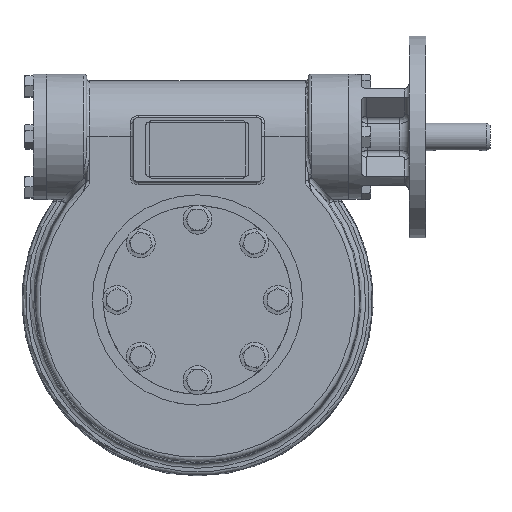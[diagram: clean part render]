
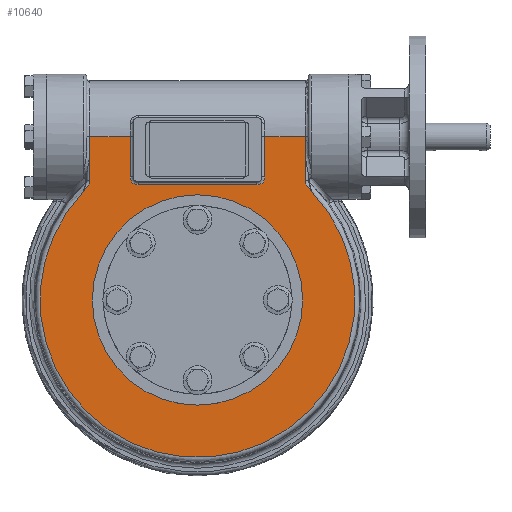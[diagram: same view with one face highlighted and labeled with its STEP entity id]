
A CAD part, top view. The second image highlights one B-rep face of the part: STEP entity #10640.
In plain terms, the highlighted planar face has unit normal (0, 0, 1).
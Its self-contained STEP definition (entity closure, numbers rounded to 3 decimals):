
#501=LINE('',#32373,#979);
#502=LINE('',#32376,#980);
#503=LINE('',#32380,#981);
#504=LINE('',#32384,#982);
#505=LINE('',#32386,#983);
#506=LINE('',#32388,#984);
#507=LINE('',#32408,#985);
#979=VECTOR('',#16384,1000.);
#980=VECTOR('',#16385,1000.);
#981=VECTOR('',#16388,1000.);
#982=VECTOR('',#16391,1000.);
#983=VECTOR('',#16392,1000.);
#984=VECTOR('',#16393,1000.);
#985=VECTOR('',#16396,1000.);
#1529=B_SPLINE_CURVE_WITH_KNOTS('',3,(#32390,#32391,#32392,#32393,#32394,
#32395,#32396),.UNSPECIFIED.,.F.,.F.,(4,1,1,1,4),(0.,0.002,
0.004,0.006,0.008),
 .UNSPECIFIED.);
#1530=B_SPLINE_CURVE_WITH_KNOTS('',3,(#32400,#32401,#32402,#32403,#32404,
#32405,#32406),.UNSPECIFIED.,.F.,.F.,(4,1,1,1,4),(0.,0.002,
0.004,0.006,0.008),
 .UNSPECIFIED.);
#1888=PLANE('',#13784);
#4717=ORIENTED_EDGE('',*,*,#6479,.F.);
#4718=ORIENTED_EDGE('',*,*,#6480,.T.);
#4719=ORIENTED_EDGE('',*,*,#6481,.T.);
#4720=ORIENTED_EDGE('',*,*,#6482,.T.);
#4721=ORIENTED_EDGE('',*,*,#6483,.T.);
#4722=ORIENTED_EDGE('',*,*,#6484,.T.);
#4723=ORIENTED_EDGE('',*,*,#6485,.F.);
#4724=ORIENTED_EDGE('',*,*,#6486,.T.);
#4725=ORIENTED_EDGE('',*,*,#6487,.T.);
#4726=ORIENTED_EDGE('',*,*,#6488,.T.);
#4727=ORIENTED_EDGE('',*,*,#6489,.T.);
#4728=ORIENTED_EDGE('',*,*,#6490,.T.);
#4729=ORIENTED_EDGE('',*,*,#6491,.T.);
#6479=EDGE_CURVE('',#7560,#7561,#501,.T.);
#6480=EDGE_CURVE('',#7560,#7562,#502,.F.);
#6481=EDGE_CURVE('',#7562,#7563,#8133,.F.);
#6482=EDGE_CURVE('',#7563,#7564,#503,.F.);
#6483=EDGE_CURVE('',#7564,#7565,#8134,.F.);
#6484=EDGE_CURVE('',#7565,#7566,#504,.F.);
#6485=EDGE_CURVE('',#7567,#7566,#505,.T.);
#6486=EDGE_CURVE('',#7567,#7568,#506,.F.);
#6487=EDGE_CURVE('',#7568,#7569,#1529,.T.);
#6488=EDGE_CURVE('',#7569,#7570,#8135,.T.);
#6489=EDGE_CURVE('',#7570,#7571,#1530,.F.);
#6490=EDGE_CURVE('',#7571,#7561,#507,.F.);
#6491=EDGE_CURVE('',#7572,#7572,#8136,.T.);
#7560=VERTEX_POINT('',#32374);
#7561=VERTEX_POINT('',#32375);
#7562=VERTEX_POINT('',#32377);
#7563=VERTEX_POINT('',#32379);
#7564=VERTEX_POINT('',#32381);
#7565=VERTEX_POINT('',#32383);
#7566=VERTEX_POINT('',#32385);
#7567=VERTEX_POINT('',#32387);
#7568=VERTEX_POINT('',#32389);
#7569=VERTEX_POINT('',#32397);
#7570=VERTEX_POINT('',#32399);
#7571=VERTEX_POINT('',#32407);
#7572=VERTEX_POINT('',#32410);
#8133=CIRCLE('',#13785,5.);
#8134=CIRCLE('',#13786,5.);
#8135=CIRCLE('',#13787,98.052);
#8136=CIRCLE('',#13788,65.5);
#8947=EDGE_LOOP('',(#4717,#4718,#4719,#4720,#4721,#4722,#4723,#4724,#4725,
#4726,#4727,#4728));
#8948=EDGE_LOOP('',(#4729));
#9766=FACE_BOUND('',#8947,.T.);
#9767=FACE_BOUND('',#8948,.T.);
#10640=ADVANCED_FACE('',(#9766,#9767),#1888,.T.);
#13784=AXIS2_PLACEMENT_3D('',#32372,#16382,#16383);
#13785=AXIS2_PLACEMENT_3D('',#32378,#16386,#16387);
#13786=AXIS2_PLACEMENT_3D('',#32382,#16389,#16390);
#13787=AXIS2_PLACEMENT_3D('',#32398,#16394,#16395);
#13788=AXIS2_PLACEMENT_3D('',#32409,#16397,#16398);
#16382=DIRECTION('',(0.,0.,1.));
#16383=DIRECTION('',(1.,0.,0.));
#16384=DIRECTION('',(1.,0.,0.));
#16385=DIRECTION('',(0.,1.,0.));
#16386=DIRECTION('',(0.,0.,1.));
#16387=DIRECTION('',(1.,0.,0.));
#16388=DIRECTION('',(1.,0.,0.));
#16389=DIRECTION('',(0.,0.,1.));
#16390=DIRECTION('',(1.,0.,0.));
#16391=DIRECTION('',(0.,-1.,0.));
#16392=DIRECTION('',(1.,0.,0.));
#16393=DIRECTION('',(0.,1.,0.));
#16394=DIRECTION('',(0.,0.,1.));
#16395=DIRECTION('',(1.,0.,0.));
#16396=DIRECTION('',(0.,-1.,0.));
#16397=DIRECTION('',(0.,0.,-1.));
#16398=DIRECTION('',(1.,0.,0.));
#32372=CARTESIAN_POINT('',(102.24,-0.625,35.));
#32373=CARTESIAN_POINT('',(-558.91,0.,35.));
#32374=CARTESIAN_POINT('',(144.24,0.,35.));
#32375=CARTESIAN_POINT('',(169.24,0.,35.));
#32376=CARTESIAN_POINT('',(144.24,-25.,35.));
#32377=CARTESIAN_POINT('',(144.24,-25.,35.));
#32378=CARTESIAN_POINT('',(139.24,-25.,35.));
#32379=CARTESIAN_POINT('',(139.24,-30.,35.));
#32380=CARTESIAN_POINT('',(65.24,-30.,35.));
#32381=CARTESIAN_POINT('',(65.24,-30.,35.));
#32382=CARTESIAN_POINT('',(65.24,-25.,35.));
#32383=CARTESIAN_POINT('',(60.24,-25.,35.));
#32384=CARTESIAN_POINT('',(60.24,0.,35.));
#32385=CARTESIAN_POINT('',(60.24,0.,35.));
#32386=CARTESIAN_POINT('',(-558.91,0.,35.));
#32387=CARTESIAN_POINT('',(35.24,0.,35.));
#32388=CARTESIAN_POINT('',(35.24,-31.96,35.));
#32389=CARTESIAN_POINT('',(35.24,-27.074,35.));
#32390=CARTESIAN_POINT('',(35.24,-27.074,35.));
#32391=CARTESIAN_POINT('',(35.24,-27.761,35.));
#32392=CARTESIAN_POINT('',(34.9,-29.1,35.));
#32393=CARTESIAN_POINT('',(33.766,-30.8,35.));
#32394=CARTESIAN_POINT('',(32.507,-32.401,35.));
#32395=CARTESIAN_POINT('',(31.657,-33.468,35.));
#32396=CARTESIAN_POINT('',(31.24,-34.,35.));
#32397=CARTESIAN_POINT('',(31.24,-34.,35.));
#32398=CARTESIAN_POINT('',(102.24,-101.625,35.));
#32399=CARTESIAN_POINT('',(173.24,-34.,35.));
#32400=CARTESIAN_POINT('',(169.24,-27.074,35.));
#32401=CARTESIAN_POINT('',(169.24,-27.761,35.));
#32402=CARTESIAN_POINT('',(169.58,-29.1,35.));
#32403=CARTESIAN_POINT('',(170.714,-30.8,35.));
#32404=CARTESIAN_POINT('',(171.973,-32.401,35.));
#32405=CARTESIAN_POINT('',(172.823,-33.468,35.));
#32406=CARTESIAN_POINT('',(173.24,-34.,35.));
#32407=CARTESIAN_POINT('',(169.24,-27.074,35.));
#32408=CARTESIAN_POINT('',(169.24,-17.205,35.));
#32409=CARTESIAN_POINT('',(102.24,-101.625,35.));
#32410=CARTESIAN_POINT('',(167.74,-101.625,35.));
